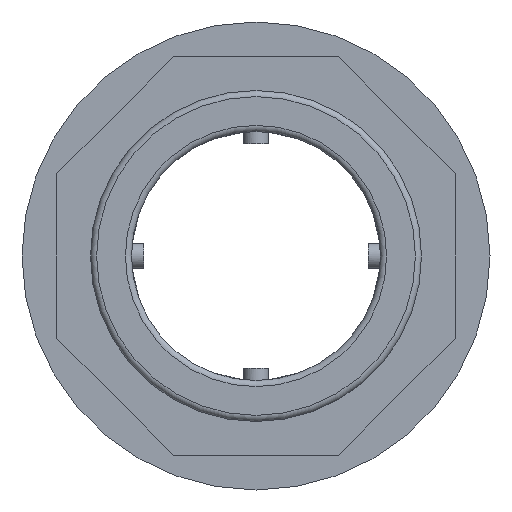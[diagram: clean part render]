
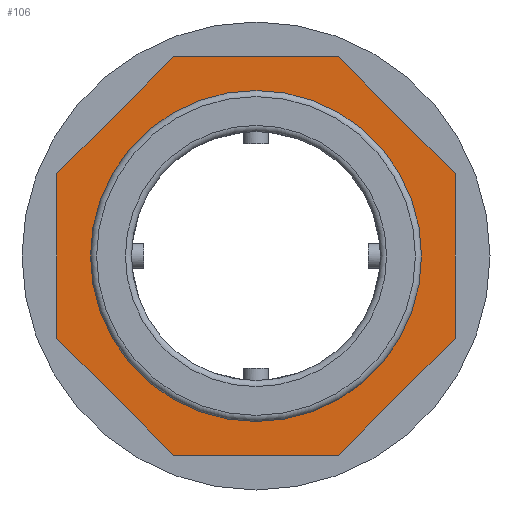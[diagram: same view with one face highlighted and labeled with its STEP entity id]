
A CAD part, left-side view. The second image highlights one B-rep face of the part: STEP entity #106.
In plain terms, the highlighted planar face has unit normal (-1, 0, 0).
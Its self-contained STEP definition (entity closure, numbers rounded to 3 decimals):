
#106 = ADVANCED_FACE( '', ( #264, #265 ), #266, .F. );
#264 = FACE_OUTER_BOUND( '', #487, .T. );
#265 = FACE_BOUND( '', #488, .T. );
#266 = PLANE( '', #489 );
#487 = EDGE_LOOP( '', ( #764, #765, #766, #767, #768, #769, #770, #771 ) );
#488 = EDGE_LOOP( '', ( #772 ) );
#489 = AXIS2_PLACEMENT_3D( '', #773, #774, #775 );
#764 = ORIENTED_EDGE( '', *, *, #1217, .F. );
#765 = ORIENTED_EDGE( '', *, *, #1218, .F. );
#766 = ORIENTED_EDGE( '', *, *, #1219, .F. );
#767 = ORIENTED_EDGE( '', *, *, #1169, .F. );
#768 = ORIENTED_EDGE( '', *, *, #1204, .F. );
#769 = ORIENTED_EDGE( '', *, *, #1182, .F. );
#770 = ORIENTED_EDGE( '', *, *, #1160, .F. );
#771 = ORIENTED_EDGE( '', *, *, #1155, .F. );
#772 = ORIENTED_EDGE( '', *, *, #1220, .T. );
#773 = CARTESIAN_POINT( '', ( 22., 0., 0. ) );
#774 = DIRECTION( '', ( 1., 0., 0. ) );
#775 = DIRECTION( '', ( 0., 0., -1. ) );
#1155 = EDGE_CURVE( '', #1337, #1338, #1339, .T. );
#1160 = EDGE_CURVE( '', #1338, #1346, #1347, .T. );
#1169 = EDGE_CURVE( '', #1361, #1362, #1363, .T. );
#1182 = EDGE_CURVE( '', #1346, #1384, #1385, .T. );
#1204 = EDGE_CURVE( '', #1384, #1361, #1424, .T. );
#1217 = EDGE_CURVE( '', #1446, #1337, #1447, .T. );
#1218 = EDGE_CURVE( '', #1448, #1446, #1449, .T. );
#1219 = EDGE_CURVE( '', #1362, #1448, #1450, .T. );
#1220 = EDGE_CURVE( '', #1451, #1451, #1452, .T. );
#1337 = VERTEX_POINT( '', #1607 );
#1338 = VERTEX_POINT( '', #1608 );
#1339 = LINE( '', #1609, #1610 );
#1346 = VERTEX_POINT( '', #1620 );
#1347 = LINE( '', #1621, #1622 );
#1361 = VERTEX_POINT( '', #1642 );
#1362 = VERTEX_POINT( '', #1643 );
#1363 = LINE( '', #1644, #1645 );
#1384 = VERTEX_POINT( '', #1671 );
#1385 = LINE( '', #1672, #1673 );
#1424 = LINE( '', #1857, #1858 );
#1446 = VERTEX_POINT( '', #1889 );
#1447 = LINE( '', #1890, #1891 );
#1448 = VERTEX_POINT( '', #1892 );
#1449 = LINE( '', #1893, #1894 );
#1450 = LINE( '', #1895, #1896 );
#1451 = VERTEX_POINT( '', #1897 );
#1452 = CIRCLE( '', #1898, 16.625 );
#1607 = CARTESIAN_POINT( '', ( 22., 8.284, 20. ) );
#1608 = CARTESIAN_POINT( '', ( 22., -8.284, 20. ) );
#1609 = CARTESIAN_POINT( '', ( 22., 8.284, 20. ) );
#1610 = VECTOR( '', #2092, 1000. );
#1620 = CARTESIAN_POINT( '', ( 22., -20., 8.284 ) );
#1621 = CARTESIAN_POINT( '', ( 22., -8.284, 20. ) );
#1622 = VECTOR( '', #2096, 1000. );
#1642 = CARTESIAN_POINT( '', ( 22., -8.284, -20. ) );
#1643 = CARTESIAN_POINT( '', ( 22., 8.284, -20. ) );
#1644 = CARTESIAN_POINT( '', ( 22., -8.284, -20. ) );
#1645 = VECTOR( '', #2103, 1000. );
#1671 = CARTESIAN_POINT( '', ( 22., -20., -8.284 ) );
#1672 = CARTESIAN_POINT( '', ( 22., -20., 8.284 ) );
#1673 = VECTOR( '', #2121, 1000. );
#1857 = CARTESIAN_POINT( '', ( 22., -20., -8.284 ) );
#1858 = VECTOR( '', #2137, 1000. );
#1889 = CARTESIAN_POINT( '', ( 22., 20., 8.284 ) );
#1890 = CARTESIAN_POINT( '', ( 22., 20., 8.284 ) );
#1891 = VECTOR( '', #2150, 1000. );
#1892 = CARTESIAN_POINT( '', ( 22., 20., -8.284 ) );
#1893 = CARTESIAN_POINT( '', ( 22., 20., -8.284 ) );
#1894 = VECTOR( '', #2151, 1000. );
#1895 = CARTESIAN_POINT( '', ( 22., 8.284, -20. ) );
#1896 = VECTOR( '', #2152, 1000. );
#1897 = CARTESIAN_POINT( '', ( 22., 0., -16.625 ) );
#1898 = AXIS2_PLACEMENT_3D( '', #2153, #2154, #2155 );
#2092 = DIRECTION( '', ( 0., -1., 0. ) );
#2096 = DIRECTION( '', ( 0., -0.707, -0.707 ) );
#2103 = DIRECTION( '', ( 0., 1., 0. ) );
#2121 = DIRECTION( '', ( 0., 0., -1. ) );
#2137 = DIRECTION( '', ( 0., 0.707, -0.707 ) );
#2150 = DIRECTION( '', ( 0., -0.707, 0.707 ) );
#2151 = DIRECTION( '', ( 0., 0., 1. ) );
#2152 = DIRECTION( '', ( 0., 0.707, 0.707 ) );
#2153 = CARTESIAN_POINT( '', ( 22., 0., 0. ) );
#2154 = DIRECTION( '', ( 1., 0., 0. ) );
#2155 = DIRECTION( '', ( 0., 0., -1. ) );
